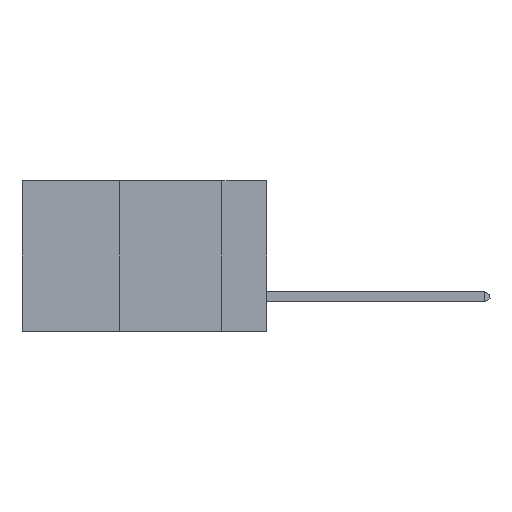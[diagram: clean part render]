
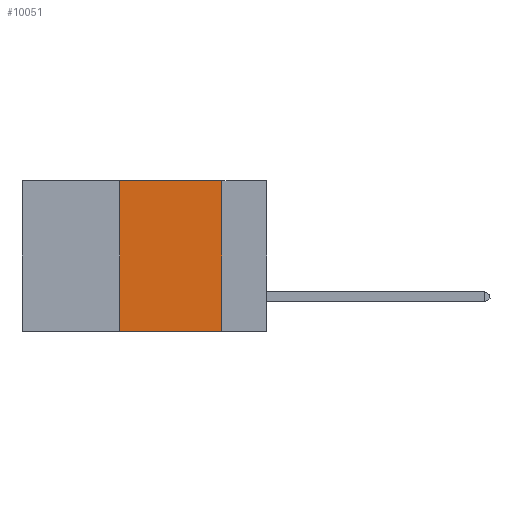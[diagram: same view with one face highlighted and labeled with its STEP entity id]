
A CAD part, left-side view. The second image highlights one B-rep face of the part: STEP entity #10051.
In plain terms, the highlighted planar face has unit normal (-1, 0, 0).
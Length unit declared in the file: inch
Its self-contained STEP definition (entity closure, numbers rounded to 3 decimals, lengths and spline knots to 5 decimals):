
#39 = EDGE_CURVE ( 'NONE', #6851, #5828, #8915, .T. ) ;
#95 = LINE ( 'NONE', #10437, #12747 ) ;
#1757 = DIRECTION ( 'NONE',  ( 0., -1., 0. ) ) ;
#2164 = LINE ( 'NONE', #8746, #14244 ) ;
#2395 = VERTEX_POINT ( 'NONE', #5777 ) ;
#2807 = CARTESIAN_POINT ( 'NONE',  ( 0., 0.36, 0. ) ) ;
#2826 = DIRECTION ( 'NONE',  ( 0., 0., 1. ) ) ;
#2962 = FACE_OUTER_BOUND ( 'NONE', #11813, .T. ) ;
#5777 = CARTESIAN_POINT ( 'NONE',  ( 0., 0.11, -0.37 ) ) ;
#5785 = PLANE ( 'NONE',  #10809 ) ;
#5828 = VERTEX_POINT ( 'NONE', #7038 ) ;
#6851 = VERTEX_POINT ( 'NONE', #8971 ) ;
#6908 = ORIENTED_EDGE ( 'NONE', *, *, #12075, .T. ) ;
#6939 = DIRECTION ( 'NONE',  ( 0., -1., 0. ) ) ;
#7038 = CARTESIAN_POINT ( 'NONE',  ( 0., 0.36, 0. ) ) ;
#7049 = DIRECTION ( 'NONE',  ( 1., 0., 0. ) ) ;
#8249 = ORIENTED_EDGE ( 'NONE', *, *, #11991, .F. ) ;
#8746 = CARTESIAN_POINT ( 'NONE',  ( 0., 0.11, 0. ) ) ;
#8915 = LINE ( 'NONE', #2807, #14387 ) ;
#8971 = CARTESIAN_POINT ( 'NONE',  ( 0., 0.36, -0.37 ) ) ;
#9167 = CARTESIAN_POINT ( 'NONE',  ( 0., 0.6, 0. ) ) ;
#9278 = ORIENTED_EDGE ( 'NONE', *, *, #39, .F. ) ;
#9606 = ORIENTED_EDGE ( 'NONE', *, *, #10325, .F. ) ;
#10051 = ADVANCED_FACE ( 'NONE', ( #2962 ), #5785, .F. ) ;
#10325 = EDGE_CURVE ( 'NONE', #13854, #2395, #2164, .T. ) ;
#10437 = CARTESIAN_POINT ( 'NONE',  ( 0., 0.6, -0.37 ) ) ;
#10809 = AXIS2_PLACEMENT_3D ( 'NONE', #14117, #7049, #15245 ) ;
#11467 = LINE ( 'NONE', #9167, #13868 ) ;
#11813 = EDGE_LOOP ( 'NONE', ( #9606, #8249, #9278, #6908 ) ) ;
#11991 = EDGE_CURVE ( 'NONE', #5828, #13854, #11467, .T. ) ;
#12075 = EDGE_CURVE ( 'NONE', #6851, #2395, #95, .T. ) ;
#12747 = VECTOR ( 'NONE', #6939, 39.37008 ) ;
#13854 = VERTEX_POINT ( 'NONE', #15063 ) ;
#13868 = VECTOR ( 'NONE', #1757, 39.37008 ) ;
#14117 = CARTESIAN_POINT ( 'NONE',  ( 0., 0.6, 0. ) ) ;
#14244 = VECTOR ( 'NONE', #14544, 39.37008 ) ;
#14387 = VECTOR ( 'NONE', #2826, 39.37008 ) ;
#14544 = DIRECTION ( 'NONE',  ( 0., 0., -1. ) ) ;
#15063 = CARTESIAN_POINT ( 'NONE',  ( 0., 0.11, 0. ) ) ;
#15245 = DIRECTION ( 'NONE',  ( 0., 0., -1. ) ) ;
